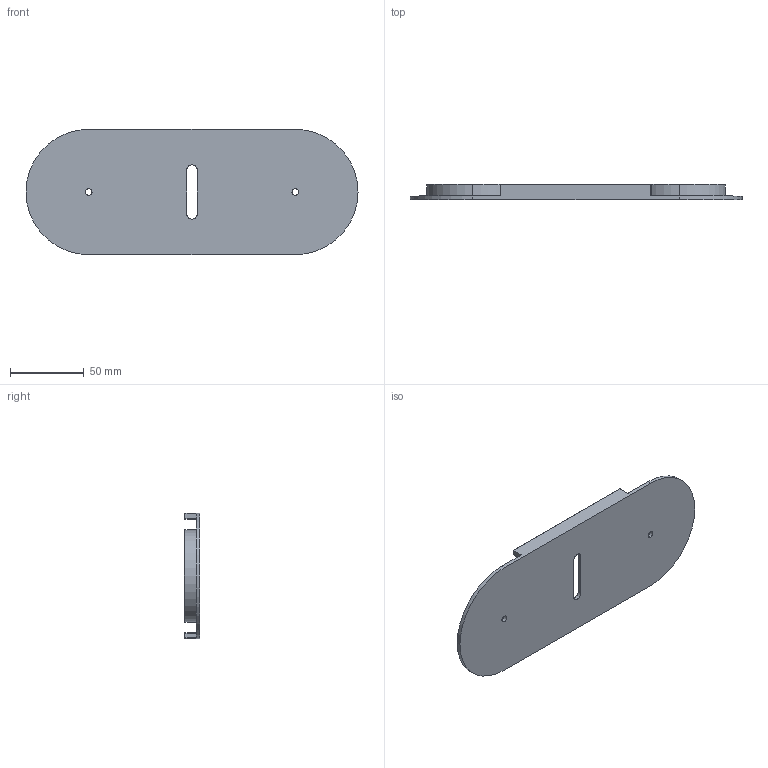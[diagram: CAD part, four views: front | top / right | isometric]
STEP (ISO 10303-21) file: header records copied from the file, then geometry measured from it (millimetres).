
FILE_DESCRIPTION (( 'STEP AP214' ), '1' );
FILE_NAME ('Fiber_BS_Holder_top_V2 STEP.STEP', '2025-02-28T03:05:56', ( '' ), ( '' ), 'SwSTEP 2.0', 'SolidWorks 2023', '' );
FILE_SCHEMA (( 'AUTOMOTIVE_DESIGN' ));
Length unit declared in the file: millimetre
Products named in the file (1): Fiber_BS_Holder_top_V2 STEP
Bounding box: 225 x 10.5 x 85 mm (x, y, z)
Volume: 59102.2 mm3; surface area: 45346 mm2
Topology: 1 solids, 1 shells, 113 faces, 274 edges, 152 vertices
Faces by surface type: cylinder 56, plane 34, sphere 15, torus 8
Entity records: 3182 total; most frequent: DIRECTION 588, CARTESIAN_POINT 552, ORIENTED_EDGE 518, EDGE_CURVE 259, AXIS2_PLACEMENT_3D 224, VERTEX_POINT 152, VECTOR 140, LINE 140
